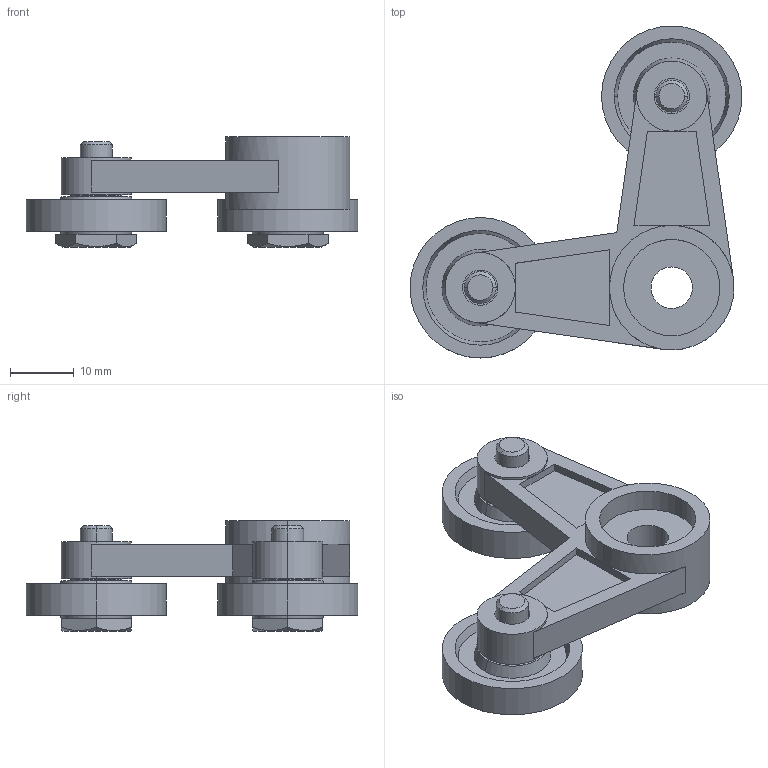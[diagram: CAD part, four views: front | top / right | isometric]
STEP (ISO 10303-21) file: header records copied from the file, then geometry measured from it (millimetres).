
FILE_DESCRIPTION(('STEP AP242'),'1');
FILE_NAME('switch_zcky71.stp','2019-09-30T02:05:53',('TraceParts'),('TraceParts S.A.'),'Spatial InterOp 3D',' ',' ');
FILE_SCHEMA(('AP242_MANAGED_MODEL_BASED_3D_ENGINEERING_MIM_LF {1 0 10303 442 1 1 4}'));
Length unit declared in the file: millimetre
Products named in the file (1): switch_zcky71_1
Bounding box: 52 x 52 x 17.25 mm (x, y, z)
Volume: 8832.4 mm3; surface area: 7815.1 mm2
Topology: 5 solids, 5 shells, 201 faces, 469 edges, 302 vertices
Faces by surface type: plane 96, cylinder 61, cone 28, torus 16
Entity records: 5948 total; most frequent: CARTESIAN_POINT 1109, DIRECTION 1091, ORIENTED_EDGE 938, EDGE_CURVE 469, AXIS2_PLACEMENT_3D 428, VERTEX_POINT 302, EDGE_LOOP 235, LINE 235
